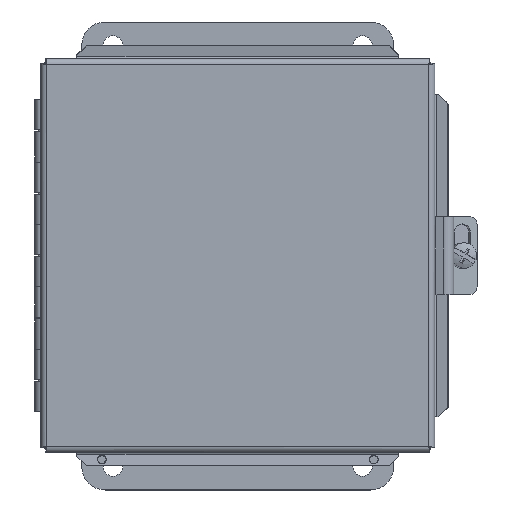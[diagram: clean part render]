
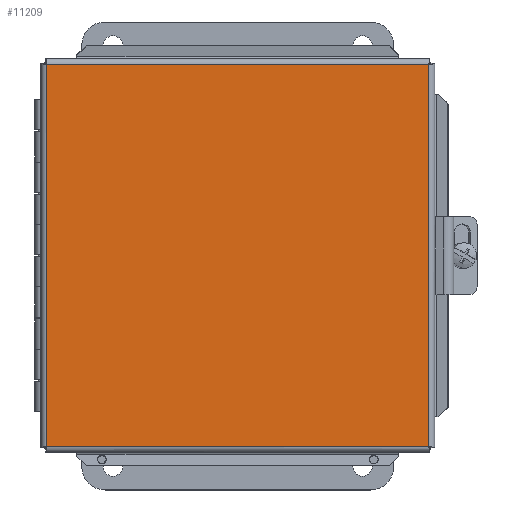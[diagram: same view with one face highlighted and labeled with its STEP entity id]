
A CAD part, top view. The second image highlights one B-rep face of the part: STEP entity #11209.
In plain terms, the highlighted face is planar.
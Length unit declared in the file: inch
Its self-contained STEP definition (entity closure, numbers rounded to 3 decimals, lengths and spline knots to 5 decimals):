
#10528=CARTESIAN_POINT('',(6.21675,0.09325,0.));
#10529=VERTEX_POINT('',#10528);
#10540=CARTESIAN_POINT('',(6.21675,6.21675,0.));
#10541=VERTEX_POINT('',#10540);
#10542=CARTESIAN_POINT('',(6.21675,6.21675,0.));
#10543=DIRECTION('',(0.0,-1.0,0.0));
#10544=VECTOR('',#10543,6.1235);
#10545=LINE('',#10542,#10544);
#10546=EDGE_CURVE('',#10541,#10529,#10545,.T.);
#10706=CARTESIAN_POINT('',(0.09325,0.09325,0.));
#10707=VERTEX_POINT('',#10706);
#10718=CARTESIAN_POINT('',(6.21675,0.09325,0.));
#10719=DIRECTION('',(-1.0,0.0,0.0));
#10720=VECTOR('',#10719,6.1235);
#10721=LINE('',#10718,#10720);
#10722=EDGE_CURVE('',#10529,#10707,#10721,.T.);
#10875=CARTESIAN_POINT('',(0.09325,6.21675,0.));
#10876=VERTEX_POINT('',#10875);
#10887=CARTESIAN_POINT('',(0.09325,0.09325,0.));
#10888=DIRECTION('',(0.0,1.0,0.0));
#10889=VECTOR('',#10888,6.1235);
#10890=LINE('',#10887,#10889);
#10891=EDGE_CURVE('',#10707,#10876,#10890,.T.);
#11054=CARTESIAN_POINT('',(0.09325,6.21675,0.));
#11055=DIRECTION('',(1.0,0.0,0.0));
#11056=VECTOR('',#11055,6.1235);
#11057=LINE('',#11054,#11056);
#11058=EDGE_CURVE('',#10876,#10541,#11057,.T.);
#11198=CARTESIAN_POINT('',(3.155,3.155,0.));
#11199=DIRECTION('',(0.0,0.0,1.0));
#11200=DIRECTION('',(1.0,0.0,0.0));
#11201=AXIS2_PLACEMENT_3D('',#11198,#11199,#11200);
#11202=PLANE('',#11201);
#11203=ORIENTED_EDGE('',*,*,#10546,.T.);
#11204=ORIENTED_EDGE('',*,*,#10722,.T.);
#11205=ORIENTED_EDGE('',*,*,#10891,.T.);
#11206=ORIENTED_EDGE('',*,*,#11058,.T.);
#11207=EDGE_LOOP('',(#11203,#11204,#11205,#11206));
#11208=FACE_OUTER_BOUND('',#11207,.T.);
#11209=ADVANCED_FACE('',(#11208),#11202,.F.);
